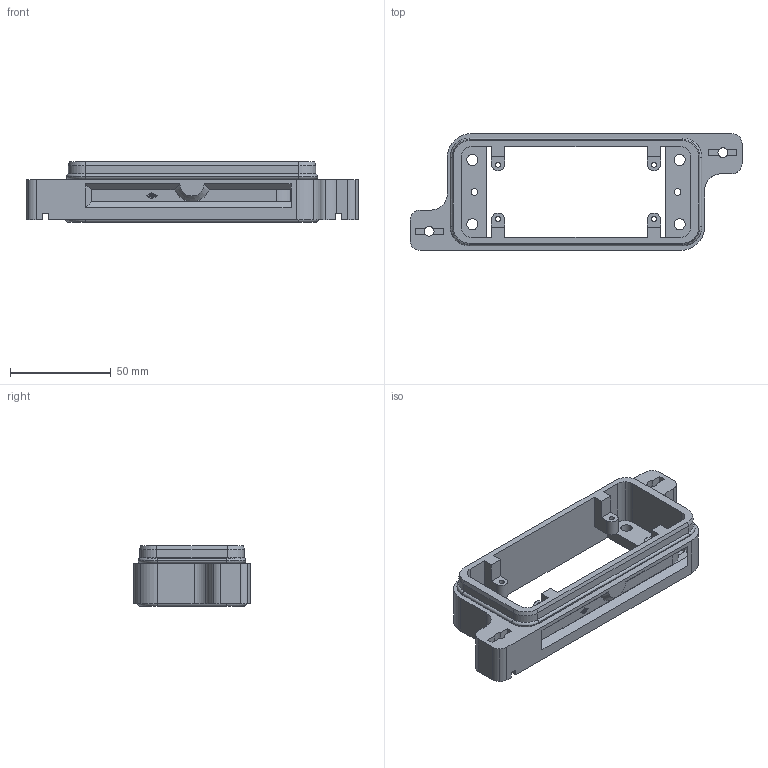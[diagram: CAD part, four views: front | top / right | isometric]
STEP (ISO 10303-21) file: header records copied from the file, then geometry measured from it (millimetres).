
FILE_DESCRIPTION(('Creo Elements/Direct Modeling STEP Export'),'2;1');
FILE_NAME('0ln7uvk49c4bp4m4048','2017-02-24T 8:47:09',(''),(''),'PTC Creo Elements/Direct Modeling STEP processor for AP214 (Solid Model)','PTC Creo Elements/Direct Modeling 19.0E 27-Jun-2016 (C) Parametric Technology GmbH','');
FILE_SCHEMA(('AUTOMOTIVE_DESIGN { 1 0 10303 214 1 1 1 1 }'));
Length unit declared in the file: millimetre
Products named in the file (1): CGIE_16
Bounding box: 165 x 58 x 30.25 mm (x, y, z)
Volume: 71905.6 mm3; surface area: 37963.6 mm2
Topology: 1 solids, 1 shells, 304 faces, 831 edges, 526 vertices
Faces by surface type: plane 158, cylinder 120, torus 20, cone 6
Entity records: 12894 total; most frequent: CARTESIAN_POINT 2491, DIRECTION 1685, ORIENTED_EDGE 1662, EDGE_CURVE 831, AXIS2_PLACEMENT_3D 581, VERTEX_POINT 526, VECTOR 523, LINE 523
